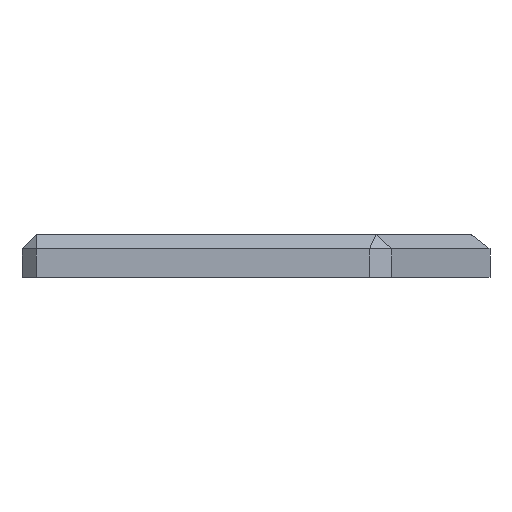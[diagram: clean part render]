
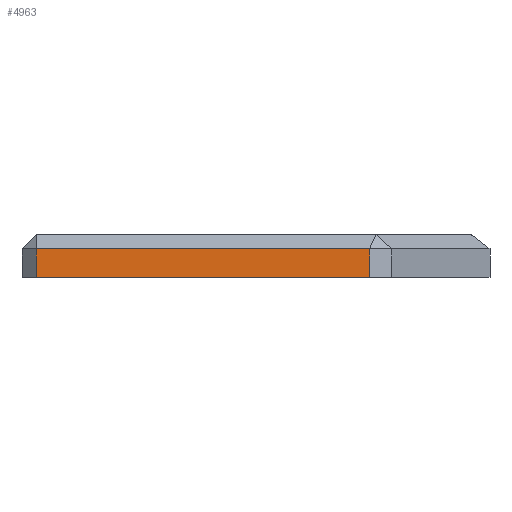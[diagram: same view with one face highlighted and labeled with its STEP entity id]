
A CAD part, left-side view. The second image highlights one B-rep face of the part: STEP entity #4963.
In plain terms, the highlighted planar face has unit normal (-1, 0, 0).
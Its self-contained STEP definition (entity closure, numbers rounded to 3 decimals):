
#203=FACE_OUTER_BOUND('',#513,.T.);
#513=EDGE_LOOP('',(#3521,#3522,#3523,#3524));
#942=LINE('',#7258,#1606);
#949=LINE('',#7273,#1613);
#952=LINE('',#7277,#1616);
#958=LINE('',#7287,#1622);
#1606=VECTOR('',#5884,10.);
#1613=VECTOR('',#5897,10.);
#1616=VECTOR('',#5902,10.);
#1622=VECTOR('',#5916,10.);
#2217=VERTEX_POINT('',#7247);
#2220=VERTEX_POINT('',#7254);
#2224=VERTEX_POINT('',#7266);
#2226=VERTEX_POINT('',#7271);
#2716=EDGE_CURVE('',#2217,#2220,#942,.T.);
#2723=EDGE_CURVE('',#2226,#2224,#949,.T.);
#2726=EDGE_CURVE('',#2224,#2217,#952,.T.);
#2732=EDGE_CURVE('',#2226,#2220,#958,.T.);
#3521=ORIENTED_EDGE('',*,*,#2716,.F.);
#3522=ORIENTED_EDGE('',*,*,#2726,.F.);
#3523=ORIENTED_EDGE('',*,*,#2723,.F.);
#3524=ORIENTED_EDGE('',*,*,#2732,.T.);
#4661=PLANE('',#5324);
#4963=ADVANCED_FACE('',(#203),#4661,.T.);
#5324=AXIS2_PLACEMENT_3D('',#7286,#5914,#5915);
#5884=DIRECTION('',(0.,0.,-1.));
#5897=DIRECTION('',(0.,0.,1.));
#5902=DIRECTION('',(0.,-1.,0.));
#5914=DIRECTION('center_axis',(-1.,0.,0.));
#5915=DIRECTION('ref_axis',(0.,-1.,0.));
#5916=DIRECTION('',(0.,-1.,0.));
#7247=CARTESIAN_POINT('',(-196.736,39.327,10.9));
#7254=CARTESIAN_POINT('',(-196.736,39.327,6.9));
#7258=CARTESIAN_POINT('',(-196.736,39.327,6.9));
#7266=CARTESIAN_POINT('',(-196.736,85.869,10.9));
#7271=CARTESIAN_POINT('',(-196.736,85.869,6.9));
#7273=CARTESIAN_POINT('',(-196.736,85.869,6.9));
#7277=CARTESIAN_POINT('',(-196.736,71.246,10.9));
#7286=CARTESIAN_POINT('Origin',(-196.736,87.869,6.9));
#7287=CARTESIAN_POINT('',(-196.736,87.869,6.9));
